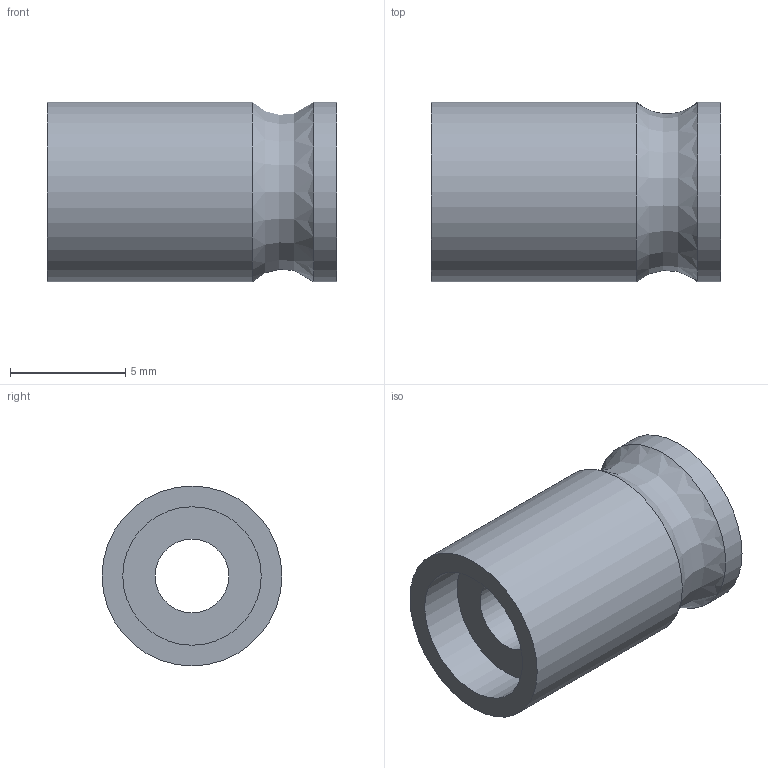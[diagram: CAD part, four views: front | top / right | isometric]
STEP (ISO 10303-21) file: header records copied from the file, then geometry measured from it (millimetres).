
FILE_DESCRIPTION(('FreeCAD Model'),'2;1');
FILE_NAME('Open CASCADE Shape Model','2022-02-03T08:51:50',(''),(''), 'Open CASCADE STEP processor 7.3','FreeCAD','Unknown');
FILE_SCHEMA(('AUTOMOTIVE_DESIGN { 1 0 10303 214 1 1 1 1 }'));
Length unit declared in the file: millimetre
Products named in the file (1): roller
Bounding box: 12.56 x 7.8 x 7.8 mm (x, y, z)
Volume: 396.8 mm3; surface area: 548.6 mm2
Topology: 1 solids, 1 shells, 10 faces, 16 edges, 10 vertices
Faces by surface type: cylinder 5, plane 4, revolution 1
Full cylindrical faces by diameter (mm): 3.2 x1, 6 x2, 7.8 x2
Entity records: 473 total; most frequent: DIRECTION 82, CARTESIAN_POINT 70, ORIENTED_EDGE 32, PCURVE 32, DEFINITIONAL_REPRESENTATION 32, LINE 29, VECTOR 29, AXIS2_PLACEMENT_3D 22
